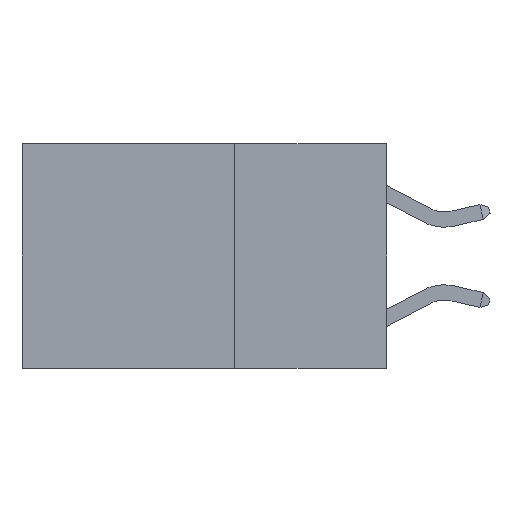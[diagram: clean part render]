
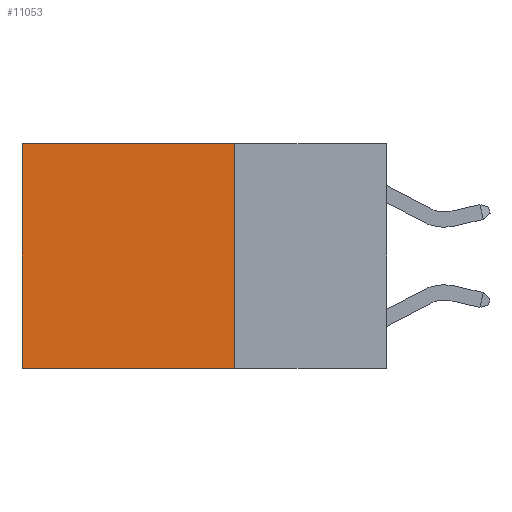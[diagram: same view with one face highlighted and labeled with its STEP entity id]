
A CAD part, left-side view. The second image highlights one B-rep face of the part: STEP entity #11053.
In plain terms, the highlighted planar face has unit normal (-1, 0, 0).
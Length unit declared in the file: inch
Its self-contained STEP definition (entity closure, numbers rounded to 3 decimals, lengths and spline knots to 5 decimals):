
#219 = CARTESIAN_POINT ( 'NONE',  ( 0.2625, 0.6, 0. ) ) ;
#512 = ORIENTED_EDGE ( 'NONE', *, *, #4957, .T. ) ;
#977 = ORIENTED_EDGE ( 'NONE', *, *, #1762, .T. ) ;
#990 = EDGE_CURVE ( 'NONE', #7355, #5287, #2797, .T. ) ;
#1195 = FACE_OUTER_BOUND ( 'NONE', #10506, .T. ) ;
#1307 = DIRECTION ( 'NONE',  ( 0., 1., 0. ) ) ;
#1762 = EDGE_CURVE ( 'NONE', #7593, #2665, #9606, .T. ) ;
#1823 = CARTESIAN_POINT ( 'NONE',  ( 0.2625, 0.25, 0. ) ) ;
#1887 = CARTESIAN_POINT ( 'NONE',  ( 0.2625, 0.6, -0.37 ) ) ;
#2410 = VECTOR ( 'NONE', #4450, 39.37008 ) ;
#2665 = VERTEX_POINT ( 'NONE', #2707 ) ;
#2707 = CARTESIAN_POINT ( 'NONE',  ( 0.2625, 0.6, 0. ) ) ;
#2797 = LINE ( 'NONE', #7701, #4831 ) ;
#2902 = VECTOR ( 'NONE', #1307, 39.37008 ) ;
#3962 = CARTESIAN_POINT ( 'NONE',  ( 0.2625, 0.25, 0. ) ) ;
#4200 = LINE ( 'NONE', #219, #5930 ) ;
#4360 = CARTESIAN_POINT ( 'NONE',  ( 0.2625, 0.25, 0. ) ) ;
#4447 = DIRECTION ( 'NONE',  ( 0., 0., -1. ) ) ;
#4450 = DIRECTION ( 'NONE',  ( 0., 0., -1. ) ) ;
#4495 = ORIENTED_EDGE ( 'NONE', *, *, #6758, .F. ) ;
#4667 = ORIENTED_EDGE ( 'NONE', *, *, #990, .F. ) ;
#4699 = LINE ( 'NONE', #1823, #2410 ) ;
#4831 = VECTOR ( 'NONE', #5888, 39.37008 ) ;
#4957 = EDGE_CURVE ( 'NONE', #2665, #5287, #4200, .T. ) ;
#5287 = VERTEX_POINT ( 'NONE', #1887 ) ;
#5888 = DIRECTION ( 'NONE',  ( 0., 1., 0. ) ) ;
#5930 = VECTOR ( 'NONE', #7290, 39.37008 ) ;
#6758 = EDGE_CURVE ( 'NONE', #7593, #7355, #4699, .T. ) ;
#6939 = PLANE ( 'NONE',  #9729 ) ;
#7290 = DIRECTION ( 'NONE',  ( 0., 0., -1. ) ) ;
#7355 = VERTEX_POINT ( 'NONE', #8245 ) ;
#7593 = VERTEX_POINT ( 'NONE', #4360 ) ;
#7701 = CARTESIAN_POINT ( 'NONE',  ( 0.2625, 0.25, -0.37 ) ) ;
#8245 = CARTESIAN_POINT ( 'NONE',  ( 0.2625, 0.25, -0.37 ) ) ;
#9416 = DIRECTION ( 'NONE',  ( 1., 0., 0. ) ) ;
#9606 = LINE ( 'NONE', #3962, #2902 ) ;
#9729 = AXIS2_PLACEMENT_3D ( 'NONE', #10177, #9416, #4447 ) ;
#10177 = CARTESIAN_POINT ( 'NONE',  ( 0.2625, 0.25, 0. ) ) ;
#10506 = EDGE_LOOP ( 'NONE', ( #512, #4667, #4495, #977 ) ) ;
#11053 = ADVANCED_FACE ( 'NONE', ( #1195 ), #6939, .F. ) ;
